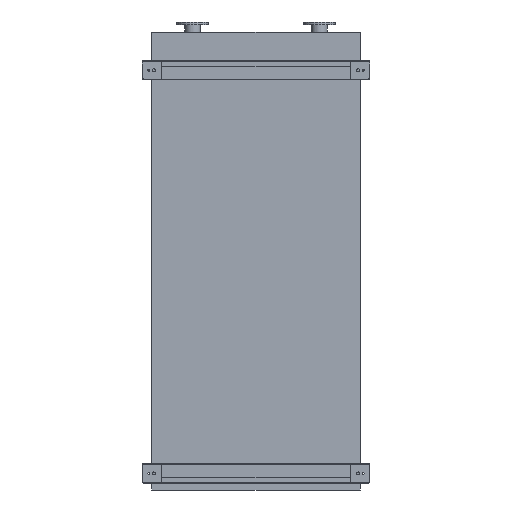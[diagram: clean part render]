
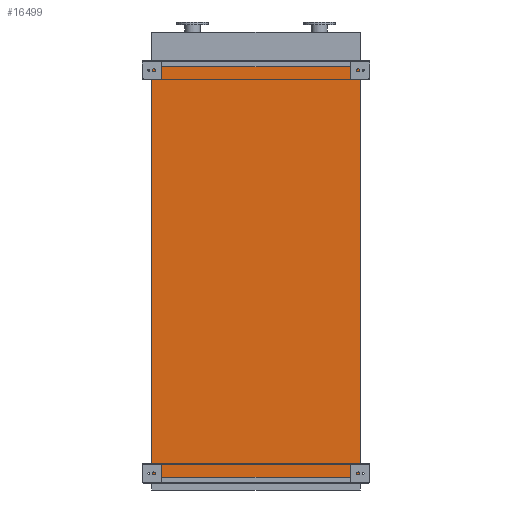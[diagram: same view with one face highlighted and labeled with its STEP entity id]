
A CAD part, front view. The second image highlights one B-rep face of the part: STEP entity #16499.
In plain terms, the highlighted planar face has unit normal (0, -1, 0).
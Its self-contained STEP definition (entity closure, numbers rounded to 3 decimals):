
#525 = DIRECTION ( 'NONE',  ( 0., 0., 1. ) ) ;
#1565 = AXIS2_PLACEMENT_3D ( 'NONE', #9830, #8106, #20630 ) ;
#1923 = EDGE_CURVE ( 'NONE', #22014, #13908, #16584, .T. ) ;
#2157 = VECTOR ( 'NONE', #20775, 1000. ) ;
#2821 = ORIENTED_EDGE ( 'NONE', *, *, #1923, .F. ) ;
#3199 = VERTEX_POINT ( 'NONE', #12293 ) ;
#4145 = VECTOR ( 'NONE', #525, 1000. ) ;
#4300 = EDGE_CURVE ( 'NONE', #3199, #11722, #9492, .T. ) ;
#7650 = ORIENTED_EDGE ( 'NONE', *, *, #18196, .T. ) ;
#7716 = LINE ( 'NONE', #20238, #16144 ) ;
#7763 = ORIENTED_EDGE ( 'NONE', *, *, #4300, .T. ) ;
#8106 = DIRECTION ( 'NONE',  ( 0., -1., 0. ) ) ;
#9492 = LINE ( 'NONE', #14972, #4145 ) ;
#9830 = CARTESIAN_POINT ( 'NONE',  ( -725., 0., -2850. ) ) ;
#10350 = CARTESIAN_POINT ( 'NONE',  ( -725., 0., -2850. ) ) ;
#11132 = CARTESIAN_POINT ( 'NONE',  ( 725., 0., 0. ) ) ;
#11589 = LINE ( 'NONE', #10350, #16348 ) ;
#11722 = VERTEX_POINT ( 'NONE', #11132 ) ;
#12293 = CARTESIAN_POINT ( 'NONE',  ( 725., 0., -2850. ) ) ;
#13908 = VERTEX_POINT ( 'NONE', #16178 ) ;
#14449 = FACE_OUTER_BOUND ( 'NONE', #18254, .T. ) ;
#14972 = CARTESIAN_POINT ( 'NONE',  ( 725., 0., -2850. ) ) ;
#16144 = VECTOR ( 'NONE', #21814, 1000. ) ;
#16178 = CARTESIAN_POINT ( 'NONE',  ( -725., 0., 0. ) ) ;
#16348 = VECTOR ( 'NONE', #21072, 1000. ) ;
#16370 = EDGE_CURVE ( 'NONE', #13908, #11722, #7716, .T. ) ;
#16499 = ADVANCED_FACE ( 'NONE', ( #14449 ), #18782, .T. ) ;
#16584 = LINE ( 'NONE', #18989, #2157 ) ;
#16725 = ORIENTED_EDGE ( 'NONE', *, *, #16370, .F. ) ;
#18196 = EDGE_CURVE ( 'NONE', #22014, #3199, #11589, .T. ) ;
#18254 = EDGE_LOOP ( 'NONE', ( #16725, #2821, #7650, #7763 ) ) ;
#18782 = PLANE ( 'NONE',  #1565 ) ;
#18989 = CARTESIAN_POINT ( 'NONE',  ( -725., 0., -2850. ) ) ;
#19826 = CARTESIAN_POINT ( 'NONE',  ( -725., 0., -2850. ) ) ;
#20238 = CARTESIAN_POINT ( 'NONE',  ( -725., 0., 0. ) ) ;
#20630 = DIRECTION ( 'NONE',  ( 0., 0., -1. ) ) ;
#20775 = DIRECTION ( 'NONE',  ( 0., 0., 1. ) ) ;
#21072 = DIRECTION ( 'NONE',  ( 1., 0., 0. ) ) ;
#21814 = DIRECTION ( 'NONE',  ( 1., 0., 0. ) ) ;
#22014 = VERTEX_POINT ( 'NONE', #19826 ) ;
